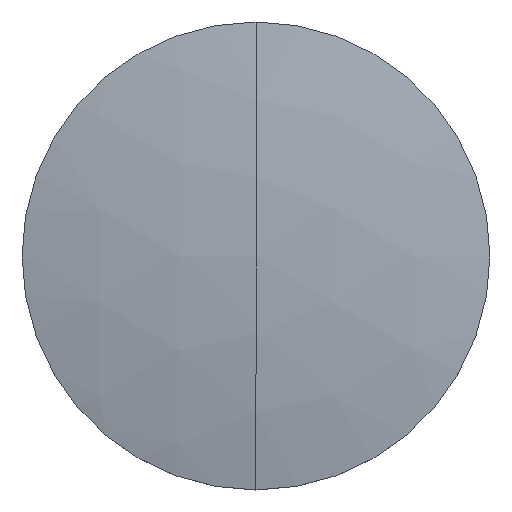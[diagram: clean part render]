
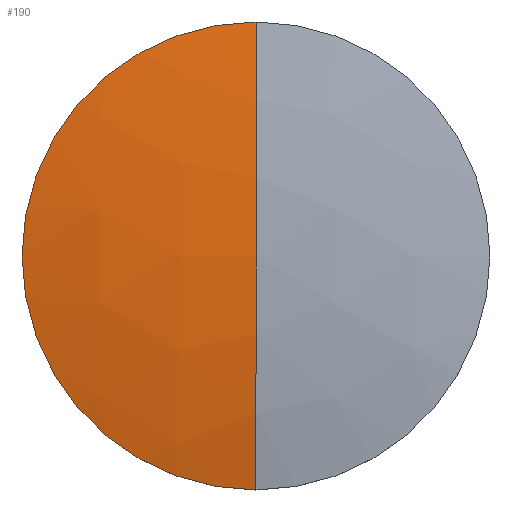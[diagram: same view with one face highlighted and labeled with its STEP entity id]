
A CAD part, top view. The second image highlights one B-rep face of the part: STEP entity #190.
In plain terms, the highlighted spherical face has radius 128.77 mm.
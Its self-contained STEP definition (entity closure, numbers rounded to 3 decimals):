
#5 = CARTESIAN_POINT ( 'NONE',  ( 0., 0., -126.01 ) ) ;
#6 = AXIS2_PLACEMENT_3D ( 'NONE', #5, #9, #8 ) ;
#7 = SPHERICAL_SURFACE ( 'NONE', #6, 128.77 ) ;
#8 = DIRECTION ( 'NONE',  ( 0., 1., 0. ) ) ;
#9 = DIRECTION ( 'NONE',  ( -1., 0., 0. ) ) ;
#10 = DIRECTION ( 'NONE',  ( 0., 0., 1. ) ) ;
#17 = DIRECTION ( 'NONE',  ( 0., -1., 0. ) ) ;
#29 = CARTESIAN_POINT ( 'NONE',  ( 0., -25.4, 0.23 ) ) ;
#30 = AXIS2_PLACEMENT_3D ( 'NONE', #59, #43, #17 ) ;
#31 = AXIS2_PLACEMENT_3D ( 'NONE', #42, #10, #65 ) ;
#34 = CARTESIAN_POINT ( 'NONE',  ( 0., 0., 2.76 ) ) ;
#42 = CARTESIAN_POINT ( 'NONE',  ( 0., 0., 0.23 ) ) ;
#43 = DIRECTION ( 'NONE',  ( -1., 0., 0. ) ) ;
#48 = CIRCLE ( 'NONE', #30, 128.77 ) ;
#59 = CARTESIAN_POINT ( 'NONE',  ( 0., 0., -126.01 ) ) ;
#62 = CIRCLE ( 'NONE', #31, 25.4 ) ;
#65 = DIRECTION ( 'NONE',  ( 1., 0., 0. ) ) ;
#134 = DIRECTION ( 'NONE',  ( 1., 0., 0. ) ) ;
#135 = AXIS2_PLACEMENT_3D ( 'NONE', #144, #134, #160 ) ;
#144 = CARTESIAN_POINT ( 'NONE',  ( 0., 0., -126.01 ) ) ;
#145 = CIRCLE ( 'NONE', #135, 128.77 ) ;
#160 = DIRECTION ( 'NONE',  ( 0., 0., -1. ) ) ;
#181 = VERTEX_POINT ( 'NONE', #258 ) ;
#183 = EDGE_CURVE ( 'NONE', #184, #181, #257, .T. ) ;
#184 = VERTEX_POINT ( 'NONE', #252 ) ;
#190 = ADVANCED_FACE ( 'NONE', ( #240 ), #7, .T. ) ;
#191 = EDGE_LOOP ( 'NONE', ( #192, #193, #196, #226 ) ) ;
#192 = ORIENTED_EDGE ( 'NONE', *, *, #183, .T. ) ;
#193 = ORIENTED_EDGE ( 'NONE', *, *, #194, .T. ) ;
#194 = EDGE_CURVE ( 'NONE', #181, #195, #62, .T. ) ;
#195 = VERTEX_POINT ( 'NONE', #29 ) ;
#196 = ORIENTED_EDGE ( 'NONE', *, *, #197, .T. ) ;
#197 = EDGE_CURVE ( 'NONE', #195, #198, #48, .T. ) ;
#198 = VERTEX_POINT ( 'NONE', #34 ) ;
#226 = ORIENTED_EDGE ( 'NONE', *, *, #227, .F. ) ;
#227 = EDGE_CURVE ( 'NONE', #184, #198, #145, .T. ) ;
#240 = FACE_OUTER_BOUND ( 'NONE', #191, .T. ) ;
#252 = CARTESIAN_POINT ( 'NONE',  ( 0., 25.4, 0.23 ) ) ;
#253 = DIRECTION ( 'NONE',  ( 1., 0., 0. ) ) ;
#254 = DIRECTION ( 'NONE',  ( 0., 0., 1. ) ) ;
#255 = CARTESIAN_POINT ( 'NONE',  ( 0., 0., 0.23 ) ) ;
#256 = AXIS2_PLACEMENT_3D ( 'NONE', #255, #254, #253 ) ;
#257 = CIRCLE ( 'NONE', #256, 25.4 ) ;
#258 = CARTESIAN_POINT ( 'NONE',  ( -25.4, 0., 0.23 ) ) ;
